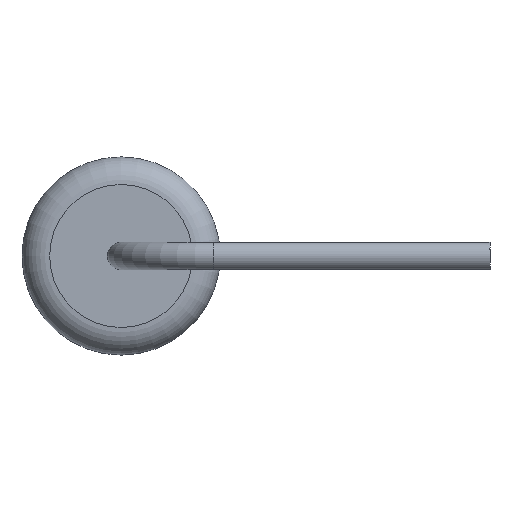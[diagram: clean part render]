
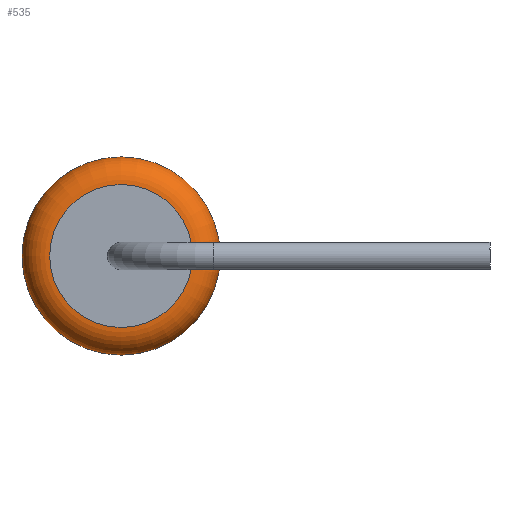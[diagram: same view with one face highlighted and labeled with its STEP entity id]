
A CAD part, left-side view. The second image highlights one B-rep face of the part: STEP entity #535.
In plain terms, the highlighted toroidal (fillet/blend) face has major radius 0.775 mm and minor radius 0.3 mm.
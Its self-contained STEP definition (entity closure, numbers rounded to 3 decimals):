
#81=TOROIDAL_SURFACE('',#628,0.775,0.3);
#95=FACE_OUTER_BOUND('',#146,.T.);
#146=EDGE_LOOP('',(#414,#415,#416,#417));
#237=CIRCLE('',#629,1.075);
#238=CIRCLE('',#630,0.3);
#239=CIRCLE('',#631,0.775);
#283=VERTEX_POINT('',#974);
#284=VERTEX_POINT('',#976);
#331=EDGE_CURVE('',#283,#283,#237,.T.);
#332=EDGE_CURVE('',#283,#284,#238,.T.);
#333=EDGE_CURVE('',#284,#284,#239,.T.);
#414=ORIENTED_EDGE('',*,*,#331,.F.);
#415=ORIENTED_EDGE('',*,*,#332,.T.);
#416=ORIENTED_EDGE('',*,*,#333,.T.);
#417=ORIENTED_EDGE('',*,*,#332,.F.);
#535=ADVANCED_FACE('',(#95),#81,.T.);
#628=AXIS2_PLACEMENT_3D('',#973,#763,#764);
#629=AXIS2_PLACEMENT_3D('',#975,#765,#766);
#630=AXIS2_PLACEMENT_3D('',#977,#767,#768);
#631=AXIS2_PLACEMENT_3D('',#978,#769,#770);
#763=DIRECTION('center_axis',(1.,0.,0.));
#764=DIRECTION('ref_axis',(0.,0.,-1.));
#765=DIRECTION('center_axis',(1.,0.,0.));
#766=DIRECTION('ref_axis',(0.,0.,-1.));
#767=DIRECTION('center_axis',(0.,-1.,0.));
#768=DIRECTION('ref_axis',(0.,0.,1.));
#769=DIRECTION('center_axis',(1.,0.,0.));
#770=DIRECTION('ref_axis',(0.,0.,-1.));
#973=CARTESIAN_POINT('Origin',(-2.7,0.,0.));
#974=CARTESIAN_POINT('',(-2.7,0.,1.075));
#975=CARTESIAN_POINT('Origin',(-2.7,0.,0.));
#976=CARTESIAN_POINT('',(-3.,0.,0.775));
#977=CARTESIAN_POINT('Origin',(-2.7,0.,0.775));
#978=CARTESIAN_POINT('Origin',(-3.,0.,0.));
